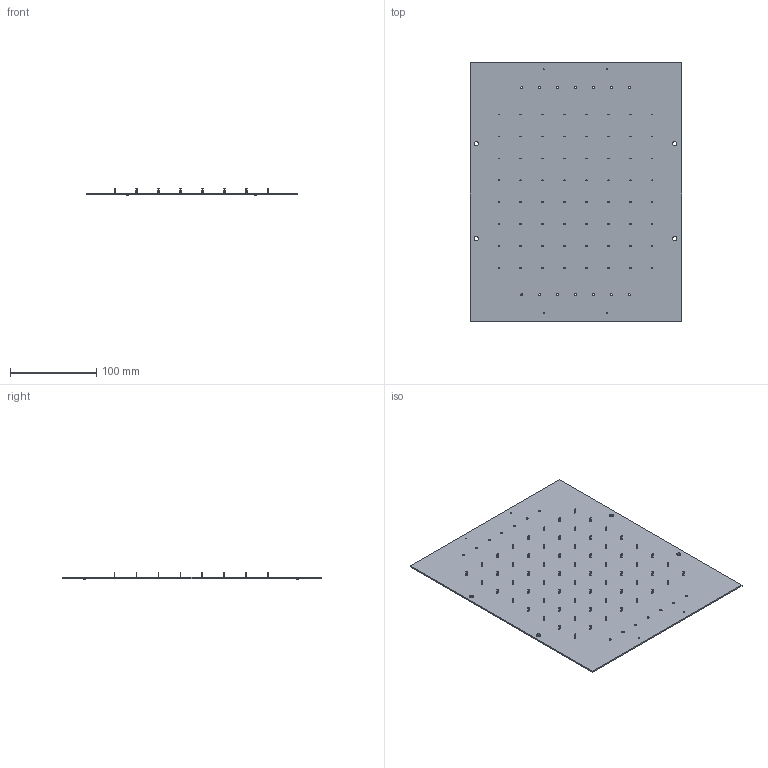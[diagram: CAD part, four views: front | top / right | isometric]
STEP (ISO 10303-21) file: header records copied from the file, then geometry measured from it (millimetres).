
FILE_DESCRIPTION(('KiCad electronic assembly'),'2;1');
FILE_NAME('Board2 - Housing and Samtech.step','2023-03-19T06:33:07',( 'Pcbnew'),('Kicad'),'Open CASCADE STEP processor 7.6', 'KiCad to STEP converter','Unknown');
FILE_SCHEMA(('AUTOMOTIVE_DESIGN { 1 0 10303 214 1 1 1 1 }'));
Length unit declared in the file: millimetre
Products named in the file (6): Board2 - Housing and Samtech 1; Pin_D0.7mm_L6.5mm_W1.8mm_FlatFork; SOLID; R_0805_2012Metric; PCB
Assembly tree (71 placements, depth 3):
  Board2 - Housing and Samtech 1
    Pin_D0.7mm_L6.5mm_W1.8mm_FlatFork  x64
      SOLID
    R_0805_2012Metric  x4
      SOLID
    PCB
Bounding box: 244.91 x 299.36 x 7.13 mm (x, y, z)
Volume: 115779.2 mm3; surface area: 150171.2 mm2
Topology: 69 solids, 69 shells, 1156 faces, 3038 edges, 2020 vertices
Faces by surface type: plane 846, cylinder 310
Full cylindrical faces by diameter (mm): 0.7 x64, 0.8 x64, 1.13 x4, 2.5 x14, 5 x4
Entity records: 11041 total; most frequent: CARTESIAN_POINT 2666, DIRECTION 1555, ORIENTED_EDGE 754, PCURVE 754, DEFINITIONAL_REPRESENTATION 754, LINE 743, VECTOR 743, AXIS2_PLACEMENT_3D 399
